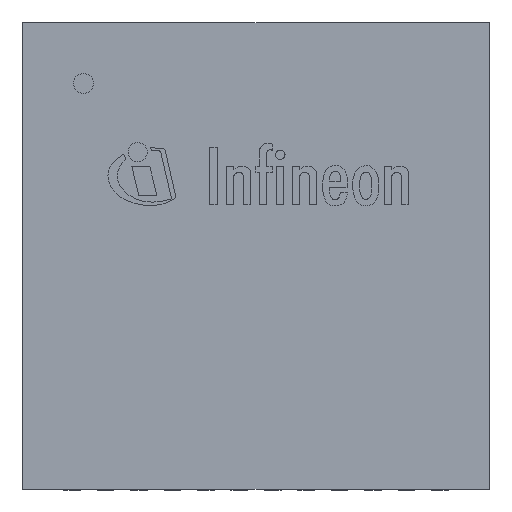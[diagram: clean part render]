
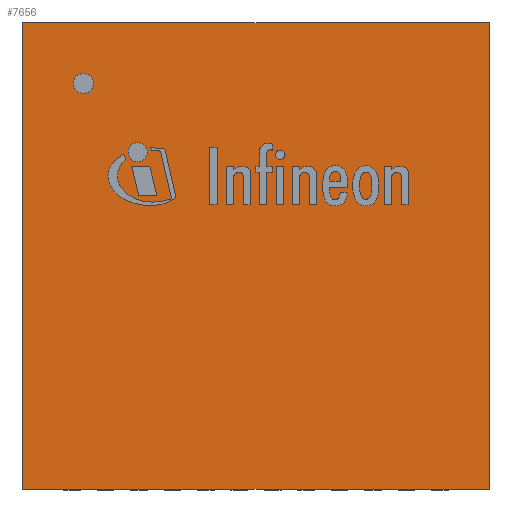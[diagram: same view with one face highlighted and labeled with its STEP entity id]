
A CAD part, top view. The second image highlights one B-rep face of the part: STEP entity #7656.
In plain terms, the highlighted planar face has unit normal (0, 0, 1).
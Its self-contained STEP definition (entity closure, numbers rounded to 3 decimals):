
#222=LINE('',#11035,#1128);
#226=LINE('',#11043,#1132);
#229=LINE('',#11049,#1135);
#232=LINE('',#11054,#1138);
#1128=VECTOR('',#8875,1.);
#1132=VECTOR('',#8881,1.);
#1135=VECTOR('',#8886,1.);
#1138=VECTOR('',#8891,1.);
#2040=PLANE('',#8245);
#2461=FACE_BOUND('',#2989,.T.);
#2476=FACE_OUTER_BOUND('',#2988,.T.);
#2988=EDGE_LOOP('',(#5453,#5454,#5455,#5456));
#2989=EDGE_LOOP('',(#5457));
#3501=CIRCLE('',#8238,0.15);
#3635=VERTEX_POINT('',#11029);
#3636=VERTEX_POINT('',#11033);
#3637=VERTEX_POINT('',#11034);
#3640=VERTEX_POINT('',#11042);
#3642=VERTEX_POINT('',#11048);
#4355=EDGE_CURVE('',#3635,#3635,#3501,.T.);
#4356=EDGE_CURVE('',#3636,#3637,#222,.T.);
#4360=EDGE_CURVE('',#3640,#3636,#226,.T.);
#4363=EDGE_CURVE('',#3642,#3640,#229,.T.);
#4366=EDGE_CURVE('',#3637,#3642,#232,.T.);
#5453=ORIENTED_EDGE('',*,*,#4366,.F.);
#5454=ORIENTED_EDGE('',*,*,#4356,.F.);
#5455=ORIENTED_EDGE('',*,*,#4360,.F.);
#5456=ORIENTED_EDGE('',*,*,#4363,.F.);
#5457=ORIENTED_EDGE('',*,*,#4355,.T.);
#7656=ADVANCED_FACE('',(#2476,#2461),#2040,.T.);
#8238=AXIS2_PLACEMENT_3D('',#11030,#8869,#8870);
#8245=AXIS2_PLACEMENT_3D('',#11057,#8895,#8896);
#8869=DIRECTION('center_axis',(0.,0.,-1.));
#8870=DIRECTION('ref_axis',(0.,1.,0.));
#8875=DIRECTION('',(1.,0.,0.));
#8881=DIRECTION('',(0.,1.,0.));
#8886=DIRECTION('',(-1.,0.,0.));
#8891=DIRECTION('',(0.,-1.,0.));
#8895=DIRECTION('center_axis',(0.,0.,1.));
#8896=DIRECTION('ref_axis',(0.,-1.,0.));
#11029=CARTESIAN_POINT('',(-2.58,2.43,0.9));
#11030=CARTESIAN_POINT('Origin',(-2.58,2.58,0.9));
#11033=CARTESIAN_POINT('',(-3.49,3.49,0.9));
#11034=CARTESIAN_POINT('',(3.49,3.49,0.9));
#11035=CARTESIAN_POINT('',(-3.49,3.49,0.9));
#11042=CARTESIAN_POINT('',(-3.49,-3.49,0.9));
#11043=CARTESIAN_POINT('',(-3.49,-3.49,0.9));
#11048=CARTESIAN_POINT('',(3.49,-3.49,0.9));
#11049=CARTESIAN_POINT('',(3.49,-3.49,0.9));
#11054=CARTESIAN_POINT('',(3.49,3.49,0.9));
#11057=CARTESIAN_POINT('Origin',(0.,0.,
0.9));
